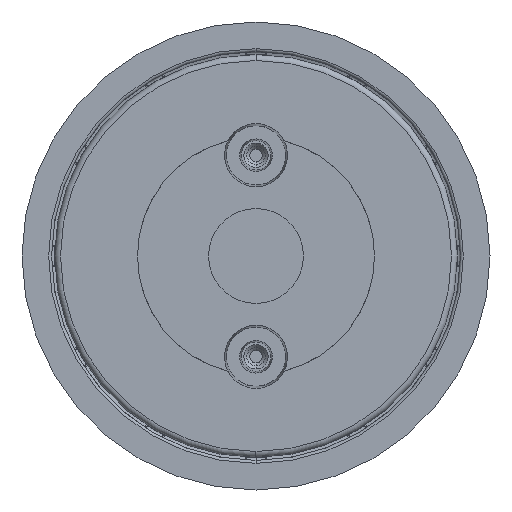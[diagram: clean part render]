
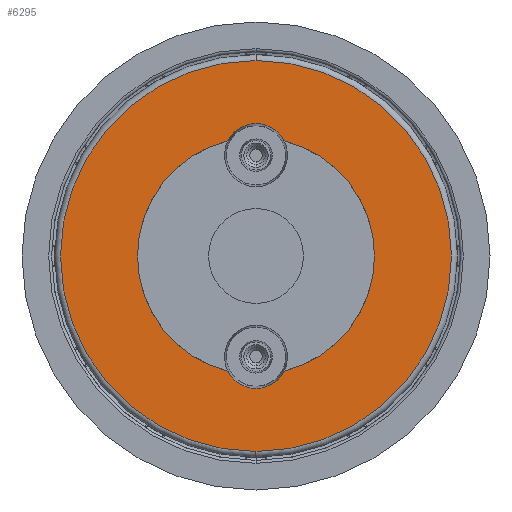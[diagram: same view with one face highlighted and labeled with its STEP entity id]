
A CAD part, front view. The second image highlights one B-rep face of the part: STEP entity #6295.
In plain terms, the highlighted face is planar.
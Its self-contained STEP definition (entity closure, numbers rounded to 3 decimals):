
#40 = AXIS2_PLACEMENT_3D ( 'NONE', #8541, #8530, #8510 ) ;
#180 = CARTESIAN_POINT ( 'NONE',  ( 0., 0., 0. ) ) ;
#351 = EDGE_LOOP ( 'NONE', ( #11074, #13471, #4061, #1626, #16264, #15289 ) ) ;
#411 = CARTESIAN_POINT ( 'NONE',  ( 19.423, 0., -4.77 ) ) ;
#573 = FACE_OUTER_BOUND ( 'NONE', #15429, .T. ) ;
#677 = CARTESIAN_POINT ( 'NONE',  ( -20., 0., 0. ) ) ;
#769 = DIRECTION ( 'NONE',  ( 0., 1., 0. ) ) ;
#1152 = CARTESIAN_POINT ( 'NONE',  ( -17., 0., 0. ) ) ;
#1401 = CARTESIAN_POINT ( 'NONE',  ( 33., 0., 0. ) ) ;
#1626 = ORIENTED_EDGE ( 'NONE', *, *, #15384, .F. ) ;
#1902 = AXIS2_PLACEMENT_3D ( 'NONE', #180, #1944, #3760 ) ;
#1944 = DIRECTION ( 'NONE',  ( 0., 1., 0. ) ) ;
#2399 = VERTEX_POINT ( 'NONE', #9048 ) ;
#2526 = AXIS2_PLACEMENT_3D ( 'NONE', #1152, #769, #17347 ) ;
#2628 = DIRECTION ( 'NONE',  ( 0., 1., 0. ) ) ;
#2630 = CIRCLE ( 'NONE', #4133, 5.35 ) ;
#2952 = VERTEX_POINT ( 'NONE', #1401 ) ;
#3145 = DIRECTION ( 'NONE',  ( -1., 0., 0. ) ) ;
#3760 = DIRECTION ( 'NONE',  ( -1., 0., 0. ) ) ;
#3909 = DIRECTION ( 'NONE',  ( -1., 0., 0. ) ) ;
#3932 = DIRECTION ( 'NONE',  ( 0., 1., 0. ) ) ;
#3937 = CARTESIAN_POINT ( 'NONE',  ( -17., 0., 0. ) ) ;
#4061 = ORIENTED_EDGE ( 'NONE', *, *, #14636, .F. ) ;
#4120 = AXIS2_PLACEMENT_3D ( 'NONE', #3937, #3932, #3909 ) ;
#4133 = AXIS2_PLACEMENT_3D ( 'NONE', #14958, #14942, #14921 ) ;
#4422 = ORIENTED_EDGE ( 'NONE', *, *, #17093, .T. ) ;
#4514 = CIRCLE ( 'NONE', #1902, 20. ) ;
#5132 = ORIENTED_EDGE ( 'NONE', *, *, #12308, .T. ) ;
#5395 = VERTEX_POINT ( 'NONE', #14178 ) ;
#6101 = VERTEX_POINT ( 'NONE', #411 ) ;
#6167 = CIRCLE ( 'NONE', #2526, 5.35 ) ;
#6295 = ADVANCED_FACE ( 'NONE', ( #12773, #573 ), #17206, .T. ) ;
#6713 = CIRCLE ( 'NONE', #40, 33. ) ;
#7351 = AXIS2_PLACEMENT_3D ( 'NONE', #677, #12502, #3145 ) ;
#7465 = CIRCLE ( 'NONE', #14729, 20. ) ;
#7599 = CARTESIAN_POINT ( 'NONE',  ( 19.423, 0., 4.77 ) ) ;
#7681 = CIRCLE ( 'NONE', #9480, 33. ) ;
#8382 = EDGE_CURVE ( 'NONE', #8636, #6101, #2630, .T. ) ;
#8510 = DIRECTION ( 'NONE',  ( -1., 0., 0. ) ) ;
#8530 = DIRECTION ( 'NONE',  ( 0., 1., 0. ) ) ;
#8541 = CARTESIAN_POINT ( 'NONE',  ( 0., 0., 0. ) ) ;
#8636 = VERTEX_POINT ( 'NONE', #10773 ) ;
#9048 = CARTESIAN_POINT ( 'NONE',  ( -22.35, 0., 0. ) ) ;
#9253 = CIRCLE ( 'NONE', #4120, 5.35 ) ;
#9480 = AXIS2_PLACEMENT_3D ( 'NONE', #12410, #2628, #16433 ) ;
#9719 = DIRECTION ( 'NONE',  ( -1., 0., 0. ) ) ;
#9742 = DIRECTION ( 'NONE',  ( 0., 1., 0. ) ) ;
#9788 = CARTESIAN_POINT ( 'NONE',  ( 17., 0., 0. ) ) ;
#10757 = AXIS2_PLACEMENT_3D ( 'NONE', #9788, #9742, #9719 ) ;
#10773 = CARTESIAN_POINT ( 'NONE',  ( 22.35, 0., 0. ) ) ;
#10972 = CARTESIAN_POINT ( 'NONE',  ( -33., 0., 0. ) ) ;
#11074 = ORIENTED_EDGE ( 'NONE', *, *, #14103, .F. ) ;
#11721 = VERTEX_POINT ( 'NONE', #17743 ) ;
#12308 = EDGE_CURVE ( 'NONE', #2952, #14025, #6713, .T. ) ;
#12410 = CARTESIAN_POINT ( 'NONE',  ( 0., 0., 0. ) ) ;
#12502 = DIRECTION ( 'NONE',  ( 0., 1., 0. ) ) ;
#12773 = FACE_BOUND ( 'NONE', #351, .T. ) ;
#13460 = DIRECTION ( 'NONE',  ( -1., 0., 0. ) ) ;
#13471 = ORIENTED_EDGE ( 'NONE', *, *, #13737, .F. ) ;
#13475 = DIRECTION ( 'NONE',  ( 0., 1., 0. ) ) ;
#13480 = CARTESIAN_POINT ( 'NONE',  ( 0., 0., 0. ) ) ;
#13737 = EDGE_CURVE ( 'NONE', #5395, #17060, #7465, .T. ) ;
#13753 = CIRCLE ( 'NONE', #10757, 5.35 ) ;
#14025 = VERTEX_POINT ( 'NONE', #10972 ) ;
#14103 = EDGE_CURVE ( 'NONE', #17060, #8636, #13753, .T. ) ;
#14178 = CARTESIAN_POINT ( 'NONE',  ( -19.423, 0., 4.77 ) ) ;
#14636 = EDGE_CURVE ( 'NONE', #2399, #5395, #9253, .T. ) ;
#14729 = AXIS2_PLACEMENT_3D ( 'NONE', #13480, #13475, #13460 ) ;
#14921 = DIRECTION ( 'NONE',  ( -1., 0., 0. ) ) ;
#14942 = DIRECTION ( 'NONE',  ( 0., 1., 0. ) ) ;
#14958 = CARTESIAN_POINT ( 'NONE',  ( 17., 0., 0. ) ) ;
#15289 = ORIENTED_EDGE ( 'NONE', *, *, #8382, .F. ) ;
#15384 = EDGE_CURVE ( 'NONE', #11721, #2399, #6167, .T. ) ;
#15429 = EDGE_LOOP ( 'NONE', ( #4422, #5132 ) ) ;
#16264 = ORIENTED_EDGE ( 'NONE', *, *, #17130, .F. ) ;
#16433 = DIRECTION ( 'NONE',  ( -1., 0., 0. ) ) ;
#17060 = VERTEX_POINT ( 'NONE', #7599 ) ;
#17093 = EDGE_CURVE ( 'NONE', #14025, #2952, #7681, .T. ) ;
#17130 = EDGE_CURVE ( 'NONE', #6101, #11721, #4514, .T. ) ;
#17206 = PLANE ( 'NONE',  #7351 ) ;
#17347 = DIRECTION ( 'NONE',  ( -1., 0., 0. ) ) ;
#17743 = CARTESIAN_POINT ( 'NONE',  ( -19.423, 0., -4.77 ) ) ;
